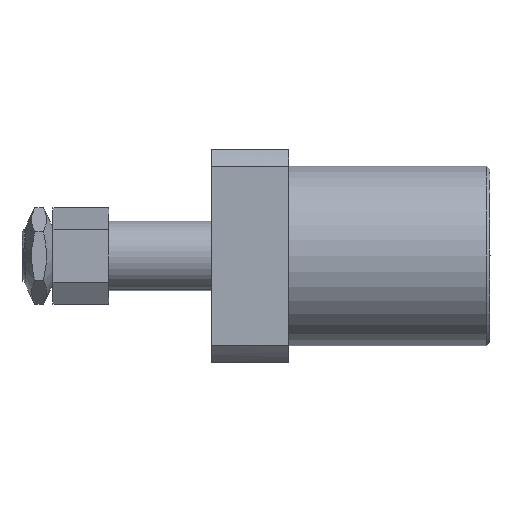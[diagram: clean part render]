
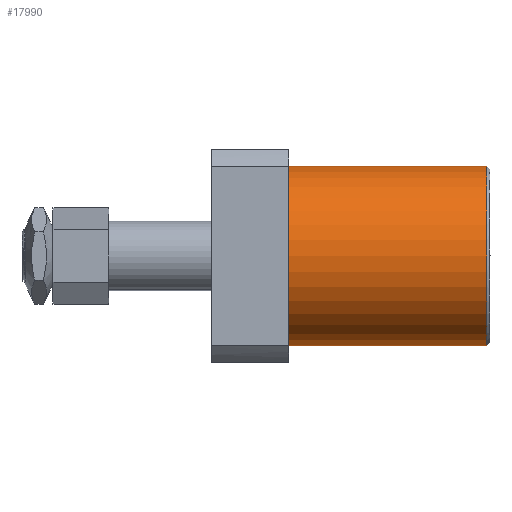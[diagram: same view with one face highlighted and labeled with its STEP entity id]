
A CAD part, left-side view. The second image highlights one B-rep face of the part: STEP entity #17990.
In plain terms, the highlighted cylindrical face has radius 29 mm (diameter 58 mm), a partial arc.
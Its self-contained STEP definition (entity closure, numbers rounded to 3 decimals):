
#903 = VERTEX_POINT ( 'NONE', #21745 ) ;
#1449 = DIRECTION ( 'NONE',  ( 0., 1., 0. ) ) ;
#2740 = CIRCLE ( 'NONE', #15524, 29. ) ;
#4270 = EDGE_CURVE ( 'NONE', #15813, #19012, #28121, .T. ) ;
#6610 = CARTESIAN_POINT ( 'NONE',  ( 0., -64., -29. ) ) ;
#7616 = VERTEX_POINT ( 'NONE', #19188 ) ;
#8550 = LINE ( 'NONE', #17161, #15093 ) ;
#8556 = CIRCLE ( 'NONE', #14034, 29. ) ;
#9964 = DIRECTION ( 'NONE',  ( 0., 0., 1. ) ) ;
#10236 = VECTOR ( 'NONE', #1449, 1000. ) ;
#12473 = DIRECTION ( 'NONE',  ( 0., 1., 0. ) ) ;
#13054 = CARTESIAN_POINT ( 'NONE',  ( 0., 0., -29. ) ) ;
#14034 = AXIS2_PLACEMENT_3D ( 'NONE', #14360, #27336, #23084 ) ;
#14041 = EDGE_CURVE ( 'NONE', #19012, #7616, #2740, .T. ) ;
#14360 = CARTESIAN_POINT ( 'NONE',  ( 0., -64., 0. ) ) ;
#14857 = DIRECTION ( 'NONE',  ( 0., 1., 0. ) ) ;
#15057 = EDGE_LOOP ( 'NONE', ( #23204, #27154, #21995, #26832 ) ) ;
#15093 = VECTOR ( 'NONE', #14857, 1000. ) ;
#15406 = EDGE_CURVE ( 'NONE', #903, #15813, #8556, .T. ) ;
#15524 = AXIS2_PLACEMENT_3D ( 'NONE', #19292, #12473, #21477 ) ;
#15762 = CYLINDRICAL_SURFACE ( 'NONE', #27129, 29. ) ;
#15813 = VERTEX_POINT ( 'NONE', #6610 ) ;
#16984 = CARTESIAN_POINT ( 'NONE',  ( 0., -64., 0. ) ) ;
#17161 = CARTESIAN_POINT ( 'NONE',  ( 0., -64., 29. ) ) ;
#17990 = ADVANCED_FACE ( 'NONE', ( #23952 ), #15762, .T. ) ;
#19012 = VERTEX_POINT ( 'NONE', #13054 ) ;
#19188 = CARTESIAN_POINT ( 'NONE',  ( 0., 0., 29. ) ) ;
#19292 = CARTESIAN_POINT ( 'NONE',  ( 0., 0., 0. ) ) ;
#21477 = DIRECTION ( 'NONE',  ( 0., 0., 1. ) ) ;
#21745 = CARTESIAN_POINT ( 'NONE',  ( 0., -64., 29. ) ) ;
#21995 = ORIENTED_EDGE ( 'NONE', *, *, #23955, .T. ) ;
#23084 = DIRECTION ( 'NONE',  ( 0., 0., 1. ) ) ;
#23100 = DIRECTION ( 'NONE',  ( 0., 1., 0. ) ) ;
#23204 = ORIENTED_EDGE ( 'NONE', *, *, #4270, .F. ) ;
#23952 = FACE_OUTER_BOUND ( 'NONE', #15057, .T. ) ;
#23955 = EDGE_CURVE ( 'NONE', #903, #7616, #8550, .T. ) ;
#25838 = CARTESIAN_POINT ( 'NONE',  ( 0., -64., -29. ) ) ;
#26832 = ORIENTED_EDGE ( 'NONE', *, *, #14041, .F. ) ;
#27129 = AXIS2_PLACEMENT_3D ( 'NONE', #16984, #23100, #9964 ) ;
#27154 = ORIENTED_EDGE ( 'NONE', *, *, #15406, .F. ) ;
#27336 = DIRECTION ( 'NONE',  ( 0., -1., 0. ) ) ;
#28121 = LINE ( 'NONE', #25838, #10236 ) ;
